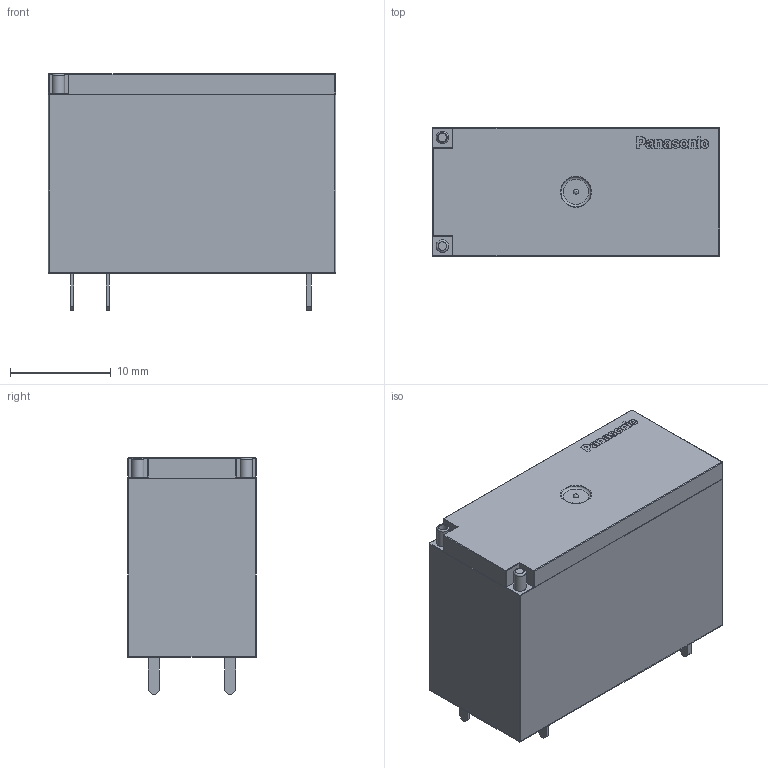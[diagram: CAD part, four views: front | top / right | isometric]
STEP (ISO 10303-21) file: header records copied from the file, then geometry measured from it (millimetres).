
FILE_DESCRIPTION(/* description */ (''),/* implementation_level */ '2;1');
FILE_NAME(/* name */ 'JW1AFSN.stp',/* time_stamp */ '2021-01-26T19:44:30+02:00',/* author */ ('pc'),/* organization */ (''),/* preprocessor_version */ 'ST-DEVELOPER v17',/* originating_system */ 'Autodesk Inventor 2019',/* authorisation */ '');
FILE_SCHEMA (('AUTOMOTIVE_DESIGN { 1 0 10303 214 3 1 1 }'));
Length unit declared in the file: inch
Products named in the file (4): JW1AFSN; Relay; Terminals; Panasonic
Assembly tree (3 placements, depth 2):
  JW1AFSN
    Relay
    Terminals
    Panasonic
Bounding box: 28.6 x 12.8 x 23.5 mm (x, y, z)
Volume: 7236.9 mm3; surface area: 2447.6 mm2
Topology: 15 solids, 15 shells, 294 faces, 746 edges, 485 vertices
Faces by surface type: bspline 129, plane 122, cylinder 29, torus 9, sphere 5
Full cylindrical faces by diameter (mm): 0.85 x1, 1.25 x2
Entity records: 10017 total; most frequent: CARTESIAN_POINT 3246, ORIENTED_EDGE 1490, DIRECTION 969, EDGE_CURVE 745, VERTEX_POINT 485, LINE 413, VECTOR 413, EDGE_LOOP 306
